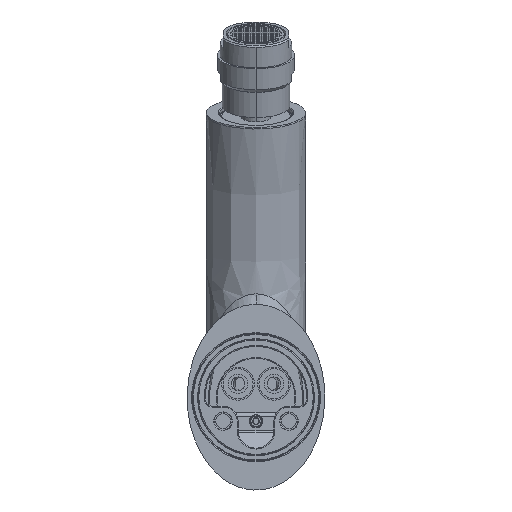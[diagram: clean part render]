
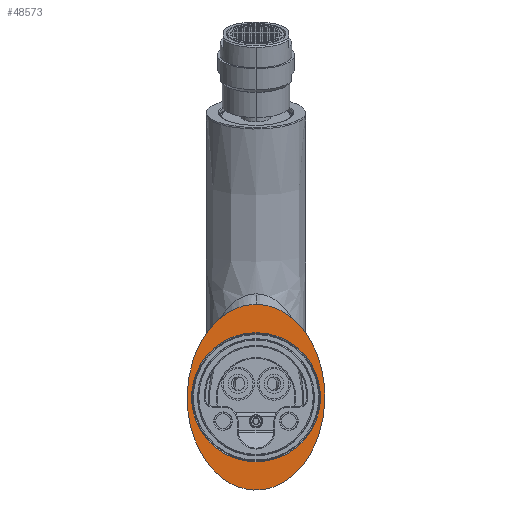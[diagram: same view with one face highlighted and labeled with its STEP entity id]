
A CAD part, front view. The second image highlights one B-rep face of the part: STEP entity #48573.
In plain terms, the highlighted planar face has unit normal (0, -1, 0).
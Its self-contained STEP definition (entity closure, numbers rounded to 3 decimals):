
#5178=CARTESIAN_POINT('',(23.,-5.,0.));
#5179=CARTESIAN_POINT('',(23.,-5.,-1.827));
#5180=CARTESIAN_POINT('',(22.759,-5.,-5.617));
#5181=CARTESIAN_POINT('',(21.539,-5.,-11.446));
#5182=CARTESIAN_POINT('',(19.753,-5.,-16.127));
#5183=CARTESIAN_POINT('',(17.889,-5.,-19.572));
#5184=CARTESIAN_POINT('',(16.293,-5.,-21.96));
#5185=CARTESIAN_POINT('',(14.521,-5.,-24.112));
#5186=CARTESIAN_POINT('',(12.604,-5.,-25.995));
#5187=CARTESIAN_POINT('',(10.576,-5.,-27.588));
#5188=CARTESIAN_POINT('',(8.473,-5.,-28.875));
#5189=CARTESIAN_POINT('',(6.33,-5.,-29.854));
#5190=CARTESIAN_POINT('',(4.539,-5.,-30.418));
#5191=CARTESIAN_POINT('',(3.119,-5.,-30.725));
#5192=CARTESIAN_POINT('',(2.064,-5.,-30.886));
#5193=CARTESIAN_POINT('',(1.196,-5.,-30.964));
#5194=CARTESIAN_POINT('',(0.51,-5.,-30.995));
#5195=CARTESIAN_POINT('',(0.,-5.,-31.003));
#5196=CARTESIAN_POINT('',(-0.51,-5.,-30.995));
#5197=CARTESIAN_POINT('',(-1.196,-5.,-30.964));
#5198=CARTESIAN_POINT('',(-2.064,-5.,-30.886));
#5199=CARTESIAN_POINT('',(-3.119,-5.,-30.725));
#5200=CARTESIAN_POINT('',(-4.539,-5.,-30.418));
#5201=CARTESIAN_POINT('',(-6.33,-5.,-29.854));
#5202=CARTESIAN_POINT('',(-8.473,-5.,-28.875));
#5203=CARTESIAN_POINT('',(-10.576,-5.,-27.588));
#5204=CARTESIAN_POINT('',(-12.604,-5.,-25.995));
#5205=CARTESIAN_POINT('',(-14.521,-5.,-24.112));
#5206=CARTESIAN_POINT('',(-16.293,-5.,-21.96));
#5207=CARTESIAN_POINT('',(-17.889,-5.,-19.572));
#5208=CARTESIAN_POINT('',(-19.753,-5.,-16.127));
#5209=CARTESIAN_POINT('',(-21.539,-5.,-11.446));
#5210=CARTESIAN_POINT('',(-22.759,-5.,-5.617));
#5211=CARTESIAN_POINT('',(-23.,-5.,-1.827));
#5212=CARTESIAN_POINT('',(-23.,-5.,0.));
#5214=CARTESIAN_POINT('',(-23.,-5.,0.));
#5215=CARTESIAN_POINT('',(-23.,-5.,1.827));
#5216=CARTESIAN_POINT('',(-22.759,-5.,5.617));
#5217=CARTESIAN_POINT('',(-21.539,-5.,11.446));
#5218=CARTESIAN_POINT('',(-19.753,-5.,16.127));
#5219=CARTESIAN_POINT('',(-17.889,-5.,19.572));
#5220=CARTESIAN_POINT('',(-16.293,-5.,21.96));
#5221=CARTESIAN_POINT('',(-14.521,-5.,24.112));
#5222=CARTESIAN_POINT('',(-12.604,-5.,25.995));
#5223=CARTESIAN_POINT('',(-10.576,-5.,27.588));
#5224=CARTESIAN_POINT('',(-8.473,-5.,28.875));
#5225=CARTESIAN_POINT('',(-6.33,-5.,29.854));
#5226=CARTESIAN_POINT('',(-4.539,-5.,30.418));
#5227=CARTESIAN_POINT('',(-3.119,-5.,30.725));
#5228=CARTESIAN_POINT('',(-2.064,-5.,30.886));
#5229=CARTESIAN_POINT('',(-1.196,-5.,30.964));
#5230=CARTESIAN_POINT('',(-0.51,-5.,30.995));
#5231=CARTESIAN_POINT('',(0.,-5.,31.003));
#5232=CARTESIAN_POINT('',(0.51,-5.,30.995));
#5233=CARTESIAN_POINT('',(1.196,-5.,30.964));
#5234=CARTESIAN_POINT('',(2.064,-5.,30.886));
#5235=CARTESIAN_POINT('',(3.119,-5.,30.725));
#5236=CARTESIAN_POINT('',(4.539,-5.,30.418));
#5237=CARTESIAN_POINT('',(6.33,-5.,29.854));
#5238=CARTESIAN_POINT('',(8.473,-5.,28.875));
#5239=CARTESIAN_POINT('',(10.576,-5.,27.588));
#5240=CARTESIAN_POINT('',(12.604,-5.,25.995));
#5241=CARTESIAN_POINT('',(14.521,-5.,24.112));
#5242=CARTESIAN_POINT('',(16.293,-5.,21.96));
#5243=CARTESIAN_POINT('',(17.889,-5.,19.572));
#5244=CARTESIAN_POINT('',(19.753,-5.,16.127));
#5245=CARTESIAN_POINT('',(21.539,-5.,11.446));
#5246=CARTESIAN_POINT('',(22.759,-5.,5.617));
#5247=CARTESIAN_POINT('',(23.,-5.,1.827));
#5248=CARTESIAN_POINT('',(23.,-5.,0.));
#5250=CARTESIAN_POINT('',(0.,-5.,0.));
#5251=DIRECTION('',(0.,1.,0.));
#5252=DIRECTION('',(1.,0.,0.));
#5253=AXIS2_PLACEMENT_3D('',#5250,#5251,#5252);
#5255=CARTESIAN_POINT('',(0.,-5.,0.));
#5256=DIRECTION('',(0.,1.,0.));
#5257=DIRECTION('',(-1.,0.,0.));
#5258=AXIS2_PLACEMENT_3D('',#5255,#5256,#5257);
#43481=VERTEX_POINT('',#5178);
#43482=VERTEX_POINT('',#5212);
#43489=CARTESIAN_POINT('',(21.55,-5.,0.));
#43490=CARTESIAN_POINT('',(-21.55,-5.,0.));
#43491=VERTEX_POINT('',#43489);
#43492=VERTEX_POINT('',#43490);
#48557=CARTESIAN_POINT('',(0.,-5.,0.));
#48558=DIRECTION('',(0.,1.,0.));
#48559=DIRECTION('',(1.,0.,0.));
#48560=AXIS2_PLACEMENT_3D('',#48557,#48558,#48559);
#48561=PLANE('',#48560);
#48562=ORIENTED_EDGE('',*,*,#48540,.T.);
#48564=ORIENTED_EDGE('',*,*,#48563,.T.);
#48565=EDGE_LOOP('',(#48562,#48564));
#48566=FACE_OUTER_BOUND('',#48565,.F.);
#48568=ORIENTED_EDGE('',*,*,#48567,.F.);
#48570=ORIENTED_EDGE('',*,*,#48569,.F.);
#48571=EDGE_LOOP('',(#48568,#48570));
#48572=FACE_BOUND('',#48571,.F.);
#48573=ADVANCED_FACE('',(#48566,#48572),#48561,.F.);
#5213=B_SPLINE_CURVE_WITH_KNOTS('',3,(#5178,#5179,#5180,#5181,#5182,#5183,#5184,
#5185,#5186,#5187,#5188,#5189,#5190,#5191,#5192,#5193,#5194,#5195,#5196,#5197,
#5198,#5199,#5200,#5201,#5202,#5203,#5204,#5205,#5206,#5207,#5208,#5209,#5210,
#5211,#5212),.UNSPECIFIED.,.F.,.F.,(4,1,1,1,1,1,1,1,1,1,1,1,1,1,1,1,1,1,1,1,1,1,
1,1,1,1,1,1,1,1,1,1,4),(0.,0.063,0.125,0.188,0.219,0.25,
0.281,0.313,0.344,0.375,0.406,0.438,0.453,0.469,
0.484,0.492,0.5,0.508,0.516,0.531,0.547,
0.563,0.594,0.625,0.656,0.688,0.719,0.75,0.781,
0.813,0.875,0.938,1.),.UNSPECIFIED.);
#5249=B_SPLINE_CURVE_WITH_KNOTS('',3,(#5214,#5215,#5216,#5217,#5218,#5219,#5220,
#5221,#5222,#5223,#5224,#5225,#5226,#5227,#5228,#5229,#5230,#5231,#5232,#5233,
#5234,#5235,#5236,#5237,#5238,#5239,#5240,#5241,#5242,#5243,#5244,#5245,#5246,
#5247,#5248),.UNSPECIFIED.,.F.,.F.,(4,1,1,1,1,1,1,1,1,1,1,1,1,1,1,1,1,1,1,1,1,1,
1,1,1,1,1,1,1,1,1,1,4),(0.,0.063,0.125,0.188,0.219,0.25,
0.281,0.313,0.344,0.375,0.406,0.438,0.453,0.469,
0.484,0.492,0.5,0.508,0.516,0.531,0.547,
0.563,0.594,0.625,0.656,0.688,0.719,0.75,0.781,
0.813,0.875,0.938,1.),.UNSPECIFIED.);
#5254=CIRCLE('',#5253,21.55);
#5259=CIRCLE('',#5258,21.55);
#48540=EDGE_CURVE('',#43481,#43482,#5213,.T.);
#48563=EDGE_CURVE('',#43482,#43481,#5249,.T.);
#48567=EDGE_CURVE('',#43491,#43492,#5254,.T.);
#48569=EDGE_CURVE('',#43492,#43491,#5259,.T.);
